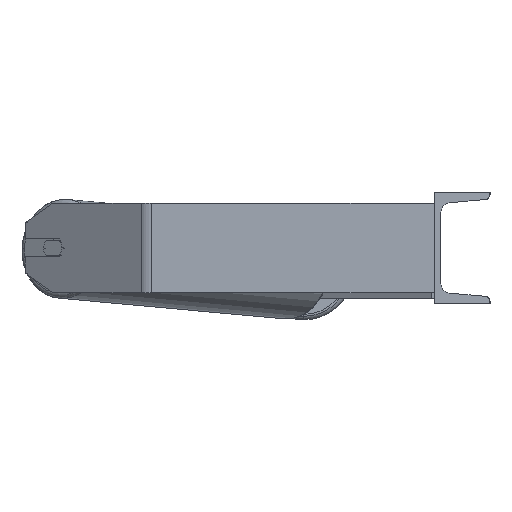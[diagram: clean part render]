
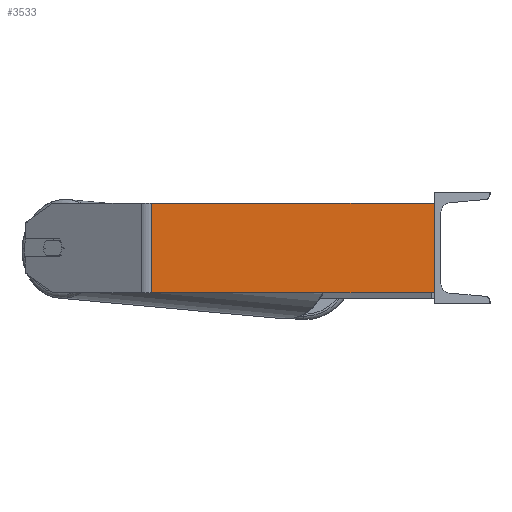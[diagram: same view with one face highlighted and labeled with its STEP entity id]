
A CAD part, left-side view. The second image highlights one B-rep face of the part: STEP entity #3533.
In plain terms, the highlighted planar face has unit normal (-1, 0, 0).
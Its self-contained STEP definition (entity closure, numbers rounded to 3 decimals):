
#124 = DIRECTION ( 'NONE',  ( 0., 0., -1. ) ) ;
#287 = ORIENTED_EDGE ( 'NONE', *, *, #6933, .T. ) ;
#1290 = LINE ( 'NONE', #2561, #7714 ) ;
#1513 = EDGE_CURVE ( 'NONE', #2432, #3750, #4270, .T. ) ;
#1693 = DIRECTION ( 'NONE',  ( 0., 0., -1. ) ) ;
#1740 = EDGE_LOOP ( 'NONE', ( #6228, #5941, #5820, #287 ) ) ;
#1977 = VECTOR ( 'NONE', #6589, 1000. ) ;
#2035 = VECTOR ( 'NONE', #124, 1000. ) ;
#2159 = CARTESIAN_POINT ( 'NONE',  ( -585., 0., 40. ) ) ;
#2326 = DIRECTION ( 'NONE',  ( 1., 0., 0. ) ) ;
#2389 = EDGE_CURVE ( 'NONE', #4483, #3750, #1290, .T. ) ;
#2432 = VERTEX_POINT ( 'NONE', #2159 ) ;
#2561 = CARTESIAN_POINT ( 'NONE',  ( -585., 258.423, -40. ) ) ;
#3073 = CARTESIAN_POINT ( 'NONE',  ( -585., 253.378, 40. ) ) ;
#3247 = CARTESIAN_POINT ( 'NONE',  ( -585., 253.378, -40. ) ) ;
#3533 = ADVANCED_FACE ( 'NONE', ( #3664 ), #5689, .F. ) ;
#3601 = CARTESIAN_POINT ( 'NONE',  ( -585., 0., 40. ) ) ;
#3664 = FACE_OUTER_BOUND ( 'NONE', #1740, .T. ) ;
#3750 = VERTEX_POINT ( 'NONE', #7633 ) ;
#3837 = CARTESIAN_POINT ( 'NONE',  ( -585., 258.423, 40. ) ) ;
#4079 = DIRECTION ( 'NONE',  ( 0., -1., 0. ) ) ;
#4270 = LINE ( 'NONE', #3601, #2035 ) ;
#4483 = VERTEX_POINT ( 'NONE', #3247 ) ;
#4705 = VECTOR ( 'NONE', #6988, 1000. ) ;
#5289 = CARTESIAN_POINT ( 'NONE',  ( -585., 258.423, 40. ) ) ;
#5536 = LINE ( 'NONE', #5578, #4705 ) ;
#5578 = CARTESIAN_POINT ( 'NONE',  ( -585., 253.378, 40. ) ) ;
#5689 = PLANE ( 'NONE',  #8261 ) ;
#5820 = ORIENTED_EDGE ( 'NONE', *, *, #8878, .F. ) ;
#5941 = ORIENTED_EDGE ( 'NONE', *, *, #1513, .F. ) ;
#6083 = LINE ( 'NONE', #5289, #1977 ) ;
#6228 = ORIENTED_EDGE ( 'NONE', *, *, #2389, .T. ) ;
#6589 = DIRECTION ( 'NONE',  ( 0., -1., 0. ) ) ;
#6933 = EDGE_CURVE ( 'NONE', #7899, #4483, #5536, .T. ) ;
#6988 = DIRECTION ( 'NONE',  ( 0., 0., -1. ) ) ;
#7633 = CARTESIAN_POINT ( 'NONE',  ( -585., 0., -40. ) ) ;
#7714 = VECTOR ( 'NONE', #4079, 1000. ) ;
#7899 = VERTEX_POINT ( 'NONE', #3073 ) ;
#8261 = AXIS2_PLACEMENT_3D ( 'NONE', #3837, #2326, #1693 ) ;
#8878 = EDGE_CURVE ( 'NONE', #7899, #2432, #6083, .T. ) ;
